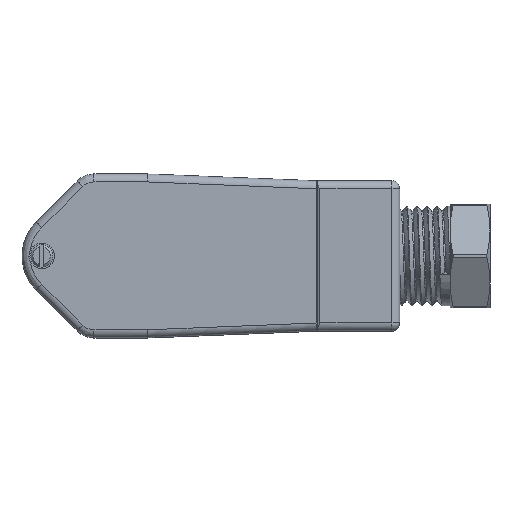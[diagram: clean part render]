
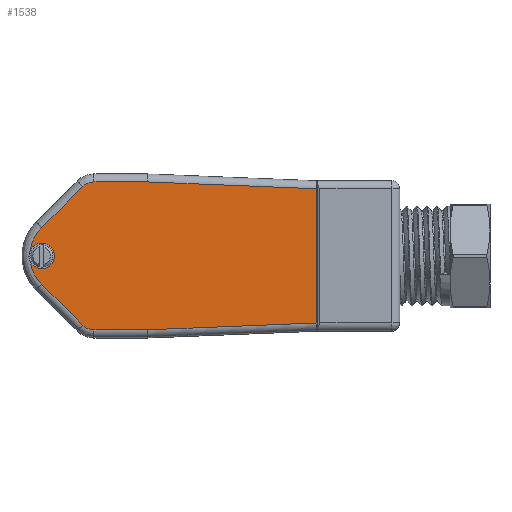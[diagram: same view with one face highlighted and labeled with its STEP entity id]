
A CAD part, top view. The second image highlights one B-rep face of the part: STEP entity #1538.
In plain terms, the highlighted planar face has unit normal (0, 0, 1).
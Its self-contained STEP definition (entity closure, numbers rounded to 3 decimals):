
#1538=ADVANCED_FACE('',(#2199),#1784,.T.);
#1784=PLANE('',#9254);
#2199=FACE_OUTER_BOUND('',#2701,.T.);
#2701=EDGE_LOOP('',(#5059,#5060,#5061,#5062,#5063,#5064,#5065,#5066,#5067,
#5068,#5069,#5070,#5071));
#3139=CIRCLE('',#9233,1.6);
#3140=CIRCLE('',#9234,1.6);
#3144=CIRCLE('',#9240,2.);
#3148=CIRCLE('',#9245,5.);
#3149=CIRCLE('',#9246,5.);
#3153=CIRCLE('',#9251,2.);
#5059=ORIENTED_EDGE('',*,*,#7188,.T.);
#5060=ORIENTED_EDGE('',*,*,#7165,.T.);
#5061=ORIENTED_EDGE('',*,*,#7168,.T.);
#5062=ORIENTED_EDGE('',*,*,#7171,.T.);
#5063=ORIENTED_EDGE('',*,*,#7175,.T.);
#5064=ORIENTED_EDGE('',*,*,#7160,.T.);
#5065=ORIENTED_EDGE('',*,*,#7159,.T.);
#5066=ORIENTED_EDGE('',*,*,#7174,.T.);
#5067=ORIENTED_EDGE('',*,*,#7178,.T.);
#5068=ORIENTED_EDGE('',*,*,#7181,.T.);
#5069=ORIENTED_EDGE('',*,*,#7184,.T.);
#5070=ORIENTED_EDGE('',*,*,#7187,.T.);
#5071=ORIENTED_EDGE('',*,*,#7189,.T.);
#6085=VERTEX_POINT('',#16543);
#6086=VERTEX_POINT('',#16544);
#6087=VERTEX_POINT('',#16546);
#6089=VERTEX_POINT('',#16559);
#6091=VERTEX_POINT('',#16563);
#6093=VERTEX_POINT('',#16569);
#6095=VERTEX_POINT('',#16599);
#6097=VERTEX_POINT('',#16605);
#6099=VERTEX_POINT('',#16636);
#6101=VERTEX_POINT('',#16642);
#6103=VERTEX_POINT('',#16675);
#6105=VERTEX_POINT('',#16684);
#6106=VERTEX_POINT('',#16688);
#7159=EDGE_CURVE('',#6085,#6086,#3139,.T.);
#7160=EDGE_CURVE('',#6087,#6085,#3140,.T.);
#7165=EDGE_CURVE('',#6089,#6091,#7839,.T.);
#7168=EDGE_CURVE('',#6091,#6093,#3144,.T.);
#7171=EDGE_CURVE('',#6093,#6095,#7841,.T.);
#7174=EDGE_CURVE('',#6086,#6097,#3148,.T.);
#7175=EDGE_CURVE('',#6095,#6087,#3149,.T.);
#7178=EDGE_CURVE('',#6097,#6099,#7843,.T.);
#7181=EDGE_CURVE('',#6099,#6101,#3153,.T.);
#7184=EDGE_CURVE('',#6101,#6103,#7845,.T.);
#7187=EDGE_CURVE('',#6103,#6105,#7847,.T.);
#7188=EDGE_CURVE('',#6106,#6089,#7848,.T.);
#7189=EDGE_CURVE('',#6105,#6106,#7849,.T.);
#7839=LINE('',#16564,#8449);
#7841=LINE('',#16600,#8451);
#7843=LINE('',#16637,#8453);
#7845=LINE('',#16676,#8455);
#7847=LINE('',#16685,#8457);
#7848=LINE('',#16687,#8458);
#7849=LINE('',#16689,#8459);
#8449=VECTOR('',#11207,1.);
#8451=VECTOR('',#11219,1.);
#8453=VECTOR('',#11233,1.);
#8455=VECTOR('',#11243,1.);
#8457=VECTOR('',#11247,1.);
#8458=VECTOR('',#11250,1.);
#8459=VECTOR('',#11251,1.);
#9233=AXIS2_PLACEMENT_3D('',#16542,#11198,#11199);
#9234=AXIS2_PLACEMENT_3D('',#16545,#11200,#11201);
#9240=AXIS2_PLACEMENT_3D('',#16570,#11214,#11215);
#9245=AXIS2_PLACEMENT_3D('',#16606,#11226,#11227);
#9246=AXIS2_PLACEMENT_3D('',#16607,#11228,#11229);
#9251=AXIS2_PLACEMENT_3D('',#16643,#11240,#11241);
#9254=AXIS2_PLACEMENT_3D('',#16690,#11252,#11253);
#11198=DIRECTION('',(0.,0.,-1.));
#11199=DIRECTION('',(0.,1.,0.));
#11200=DIRECTION('',(0.,0.,-1.));
#11201=DIRECTION('',(-0.879,0.477,0.));
#11207=DIRECTION('',(-1.,0.,0.));
#11214=DIRECTION('',(0.,0.,1.));
#11215=DIRECTION('',(0.,1.,0.));
#11219=DIRECTION('',(-0.707,-0.707,0.));
#11226=DIRECTION('',(0.,0.,1.));
#11227=DIRECTION('',(-0.988,-0.153,0.));
#11228=DIRECTION('',(0.,0.,1.));
#11229=DIRECTION('',(-0.707,0.707,0.));
#11233=DIRECTION('',(0.707,-0.707,0.));
#11240=DIRECTION('',(0.,0.,1.));
#11241=DIRECTION('',(-0.707,-0.707,0.));
#11243=DIRECTION('',(1.,0.,0.));
#11247=DIRECTION('',(0.999,0.04,0.));
#11250=DIRECTION('',(-0.999,0.04,0.));
#11251=DIRECTION('',(0.,1.,0.));
#11252=DIRECTION('',(0.,0.,1.));
#11253=DIRECTION('',(0.,1.,0.));
#16542=CARTESIAN_POINT('',(-11.3,0.,38.1));
#16543=CARTESIAN_POINT('',(-11.3,1.6,38.1));
#16544=CARTESIAN_POINT('',(-12.706,-0.764,38.1));
#16545=CARTESIAN_POINT('',(-11.3,0.,38.1));
#16546=CARTESIAN_POINT('',(-12.706,0.764,38.1));
#16559=CARTESIAN_POINT('',(1.98,9.25,38.1));
#16563=CARTESIAN_POINT('',(-4.757,9.25,38.1));
#16564=CARTESIAN_POINT('',(1.98,9.25,38.1));
#16569=CARTESIAN_POINT('',(-6.172,8.664,38.1));
#16570=CARTESIAN_POINT('',(-4.757,7.25,38.1));
#16599=CARTESIAN_POINT('',(-11.3,3.536,38.1));
#16600=CARTESIAN_POINT('',(-6.172,8.664,38.1));
#16605=CARTESIAN_POINT('',(-11.3,-3.536,38.1));
#16606=CARTESIAN_POINT('',(-7.765,0.,38.1));
#16607=CARTESIAN_POINT('',(-7.765,0.,38.1));
#16636=CARTESIAN_POINT('',(-6.172,-8.664,38.1));
#16637=CARTESIAN_POINT('',(-11.3,-3.536,38.1));
#16642=CARTESIAN_POINT('',(-4.757,-9.25,38.1));
#16643=CARTESIAN_POINT('',(-4.757,-7.25,38.1));
#16675=CARTESIAN_POINT('',(1.98,-9.25,38.1));
#16676=CARTESIAN_POINT('',(-4.757,-9.25,38.1));
#16684=CARTESIAN_POINT('',(23.1,-8.399,38.1));
#16685=CARTESIAN_POINT('',(1.98,-9.25,38.1));
#16687=CARTESIAN_POINT('',(23.1,8.399,38.1));
#16688=CARTESIAN_POINT('',(23.1,8.399,38.1));
#16689=CARTESIAN_POINT('',(23.1,-8.399,38.1));
#16690=CARTESIAN_POINT('',(24.022,-10.762,38.1));
